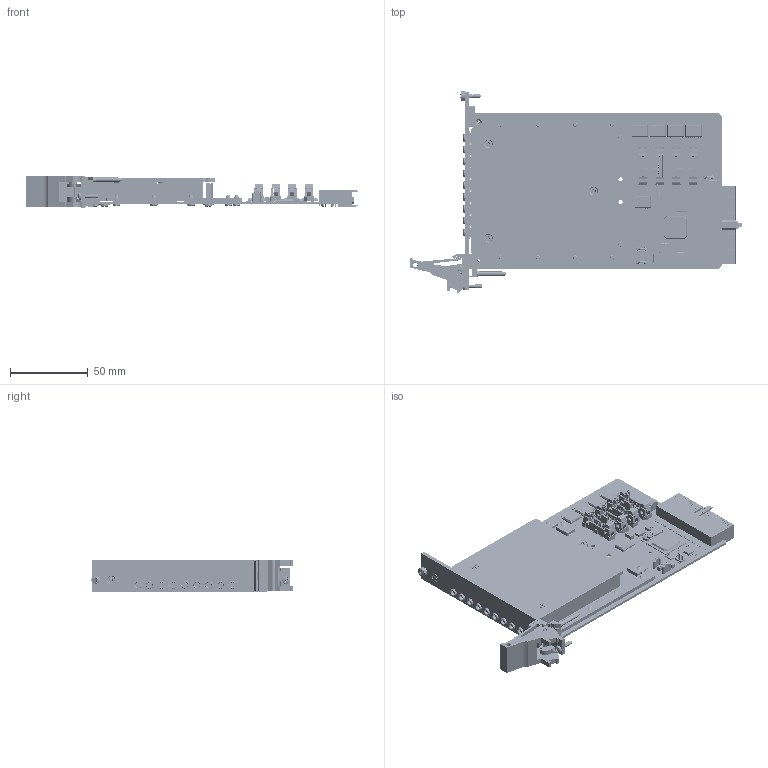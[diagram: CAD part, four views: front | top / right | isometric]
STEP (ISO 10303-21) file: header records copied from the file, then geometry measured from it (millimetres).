
FILE_DESCRIPTION (( 'STEP AP214' ), '1' );
FILE_NAME ('40-870-103 PXI 1 SLT Triple SPDT 50Ohm MCX 3GHz.STEP', '2013-09-12T13:03:57', ( 'admin' ), ( '' ), 'SwSTEP 2.0', 'SolidWorks 2012', '' );
FILE_SCHEMA (( 'AUTOMOTIVE_DESIGN' ));
Length unit declared in the file: millimetre
Products named in the file (1): 40-870-103 PXI 1 SLT Triple SPDT 50Ohm MCX 3GHz
Bounding box: 214.01 x 129.67 x 20 mm (x, y, z)
Surface area: 83074.3 mm2 (no closed solid volume)
Topology: 0 solids, 670 shells, 4035 faces, 18027 edges, 13961 vertices
Faces by surface type: plane 3108, cylinder 707, cone 129, torus 59, bspline 25, sphere 7
Full cylindrical faces by diameter (mm): 0.2 x1, 0.35 x3, 0.55 x1, 0.6 x110, 0.762 x57, 0.8 x4, 1.496 x2, 1.524 x8, 2 x5, 2.05 x1, 2.45 x7, 2.5 x3, 2.6 x1, 2.7 x3, 2.8 x1, 3 x3, 3.4 x9, 4.7 x4, 4.8 x9, 4.85 x13, 5 x3, 5.2 x9, 5.3 x1, 5.6 x7, 5.9 x1, 6 x1, 6.8 x3
Entity records: 231114 total; most frequent: CARTESIAN_POINT 46604, DIRECTION 27783, ORIENTED_EDGE 23715, EDGE_CURVE 17450, VERTEX_POINT 13810, VECTOR 13539, LINE 13539, AXIS2_PLACEMENT_3D 7122
